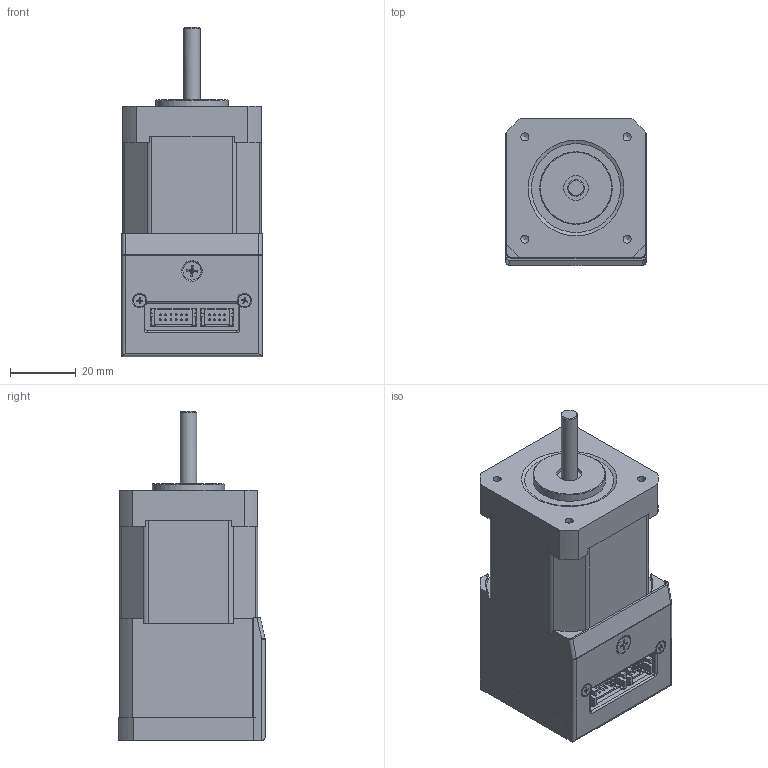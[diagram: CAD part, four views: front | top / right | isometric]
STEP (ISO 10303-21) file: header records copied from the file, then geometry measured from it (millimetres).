
FILE_DESCRIPTION((''),'2;1');
FILE_NAME('PD2-N4118L1804.stp','2012-11-14T15:39:36',('wei_j'),(''),'Autodesk Inventor 2010','Autodesk Inventor 2010','');
FILE_SCHEMA(('AUTOMOTIVE_DESIGN { 1 0 10303 214 1 1 1 1 }'));
Length unit declared in the file: millimetre
Products named in the file (1): PD2-N4118L1804
Bounding box: 42.5 x 44.7 x 99.9 mm (x, y, z)
Volume: 90400.9 mm3; surface area: 31393.2 mm2
Topology: 7 solids, 7 shells, 786 faces, 2103 edges, 1361 vertices
Faces by surface type: plane 350, cylinder 195, cone 147, torus 52, bspline 40, sphere 2
Full cylindrical faces by diameter (mm): 0.5 x20, 1.755 x2, 2 x2, 2.013 x9, 2.224 x6, 2.4 x2, 2.459 x4, 2.5 x6, 2.693 x1, 2.9 x4, 3.4 x4, 3.8 x2, 4.7 x4, 5 x1, 5.5 x1, 6 x4, 7.5 x1, 9.2 x1, 12 x1, 16 x1, 21.95 x1, 22 x1
Entity records: 27194 total; most frequent: CARTESIAN_POINT 8329, ORIENTED_EDGE 3774, DIRECTION 3641, EDGE_CURVE 1887, AXIS2_PLACEMENT_3D 1348, VERTEX_POINT 1306, EDGE_LOOP 1013, VECTOR 945
